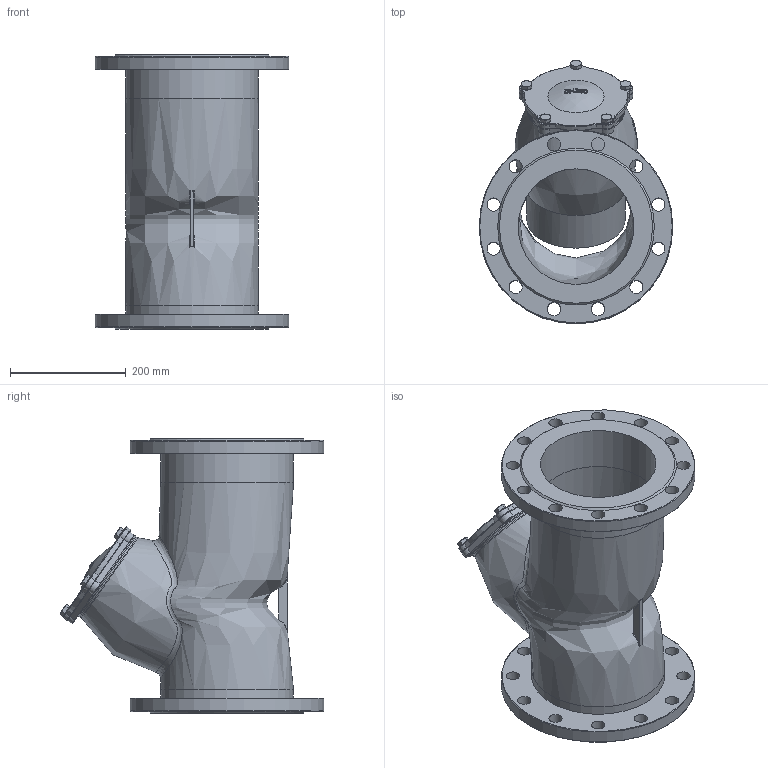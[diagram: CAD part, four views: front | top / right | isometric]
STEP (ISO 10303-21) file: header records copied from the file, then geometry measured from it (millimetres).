
FILE_DESCRIPTION(/* description */ (''),/* implementation_level */ '2;1');
FILE_NAME(/* name */ 'DN200_3D_STEP.stp',/* time_stamp */ '2023-12-14T19:11:18+03:00',/* author */ ('igorr'),/* organization */ (''),/* preprocessor_version */ 'ST-DEVELOPER v19.2',/* originating_system */ 'Autodesk Inventor 2023',/* authorisation */ '');
FILE_SCHEMA (('AUTOMOTIVE_DESIGN { 1 0 10303 214 3 1 1 }'));
Length unit declared in the file: millimetre
Products named in the file (4): Сборка; Деталь1; Деталь2; AS 1110 - M12 x 20
Assembly tree (7 placements, depth 2):
  Сборка
    Деталь1
    Деталь2
    AS 1110 - M12 x 20  x5
Bounding box: 335 x 456.17 x 475 mm (x, y, z)
Volume: 13545489.2 mm3; surface area: 1073287.5 mm2
Topology: 7 solids, 7 shells, 428 faces, 1060 edges, 673 vertices
Faces by surface type: plane 201, bspline 96, cylinder 67, cone 61, torus 3
Full cylindrical faces by diameter (mm): 8 x10, 12 x5, 18 x5, 23 x24, 170 x2, 200 x2, 230 x2, 335 x2
Entity records: 14569 total; most frequent: CARTESIAN_POINT 6743, ORIENTED_EDGE 1710, DIRECTION 1164, EDGE_CURVE 855, VERTEX_POINT 553, AXIS2_PLACEMENT_3D 433, EDGE_LOOP 428, B_SPLINE_CURVE_WITH_KNOTS 355
